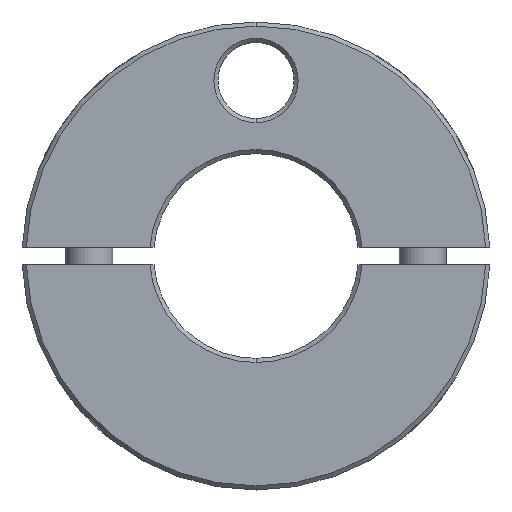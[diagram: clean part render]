
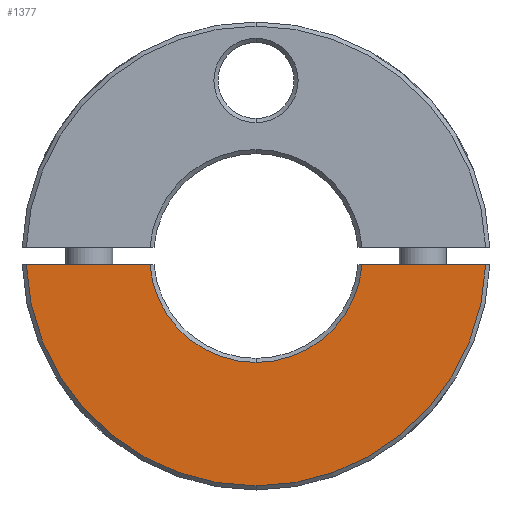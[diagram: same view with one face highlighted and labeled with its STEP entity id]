
A CAD part, front view. The second image highlights one B-rep face of the part: STEP entity #1377.
In plain terms, the highlighted planar face has unit normal (0, -1, 0).
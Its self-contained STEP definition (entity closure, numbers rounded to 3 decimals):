
#651=EDGE_CURVE('',#705,#669,#1690,.T.);
#669=VERTEX_POINT('',#1712);
#705=VERTEX_POINT('',#1750);
#855=EDGE_CURVE('',#1207,#1445,#1911,.T.);
#885=VERTEX_POINT('',#1943);
#1023=EDGE_CURVE('',#1507,#1207,#2101,.T.);
#1059=EDGE_CURVE('',#885,#669,#2143,.T.);
#1207=VERTEX_POINT('',#2313);
#1377=ADVANCED_FACE('',(#2505),#2506,.T.);
#1445=VERTEX_POINT('',#2580);
#1459=EDGE_CURVE('',#1445,#885,#2596,.T.);
#1471=EDGE_CURVE('',#1507,#705,#2611,.T.);
#1507=VERTEX_POINT('',#2649);
#1690=CIRCLE('',#2950,18.2);
#1712=CARTESIAN_POINT('',(18.138,-20.0,-1.5));
#1750=CARTESIAN_POINT('',(0.,-20.,-18.2));
#1911=CIRCLE('',#3376,39.3);
#1943=CARTESIAN_POINT('',(39.271,-20.0,-1.5));
#2101=LINE('',#3671,#3672);
#2143=LINE('',#3741,#3742);
#2313=CARTESIAN_POINT('',(-39.271,-20.0,-1.5));
#2505=FACE_OUTER_BOUND('',#4351,.T.);
#2506=PLANE('',#4352);
#2580=CARTESIAN_POINT('',(0.,-20.,-39.3));
#2596=CIRCLE('',#4510,39.3);
#2611=CIRCLE('',#4528,18.2);
#2649=CARTESIAN_POINT('',(-18.138,-20.0,-1.5));
#2950=AXIS2_PLACEMENT_3D('',#4827,#4828,#4829);
#3376=AXIS2_PLACEMENT_3D('',#5032,#5033,#5034);
#3671=CARTESIAN_POINT('',(10.25,-20.,-1.5));
#3672=VECTOR('',#5287,1.0);
#3741=CARTESIAN_POINT('',(40.0,-20.,-1.5));
#3742=VECTOR('',#5344,1.0);
#4351=EDGE_LOOP('',(#5780,#5781,#5782,#5783,#5784,#5785));
#4352=AXIS2_PLACEMENT_3D('',#5786,#5787,#5788);
#4510=AXIS2_PLACEMENT_3D('',#5870,#5871,#5872);
#4528=AXIS2_PLACEMENT_3D('',#5904,#5905,#5906);
#4827=CARTESIAN_POINT('',(0.,-20.,0.));
#4828=DIRECTION('',(0.,-1.0,0.));
#4829=DIRECTION('',(0.,0.,1.0));
#5032=CARTESIAN_POINT('',(0.,-20.,0.));
#5033=DIRECTION('',(0.,-1.0,0.));
#5034=DIRECTION('',(0.,0.,1.0));
#5287=DIRECTION('',(-1.0,0.,0.));
#5344=DIRECTION('',(-1.0,0.,0.));
#5780=ORIENTED_EDGE('',*,*,#1059,.T.);
#5781=ORIENTED_EDGE('',*,*,#651,.F.);
#5782=ORIENTED_EDGE('',*,*,#1471,.F.);
#5783=ORIENTED_EDGE('',*,*,#1023,.T.);
#5784=ORIENTED_EDGE('',*,*,#855,.T.);
#5785=ORIENTED_EDGE('',*,*,#1459,.T.);
#5786=CARTESIAN_POINT('',(0.,-20.,28.75));
#5787=DIRECTION('',(0.,-1.0,0.));
#5788=DIRECTION('',(0.,0.,1.0));
#5870=CARTESIAN_POINT('',(0.,-20.,0.));
#5871=DIRECTION('',(0.,-1.0,0.));
#5872=DIRECTION('',(0.,0.,1.0));
#5904=CARTESIAN_POINT('',(0.,-20.,0.));
#5905=DIRECTION('',(0.,-1.0,0.));
#5906=DIRECTION('',(0.,0.,1.0));
